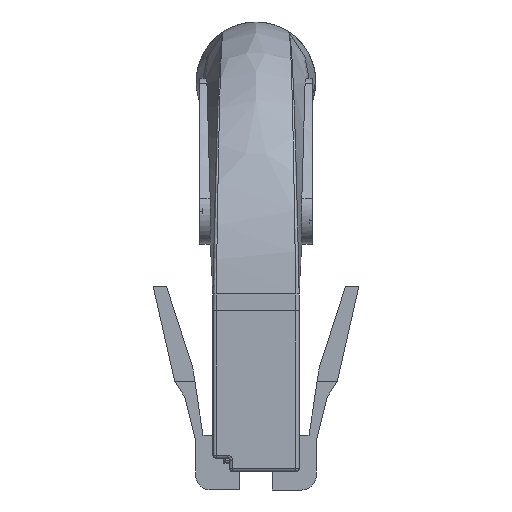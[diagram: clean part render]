
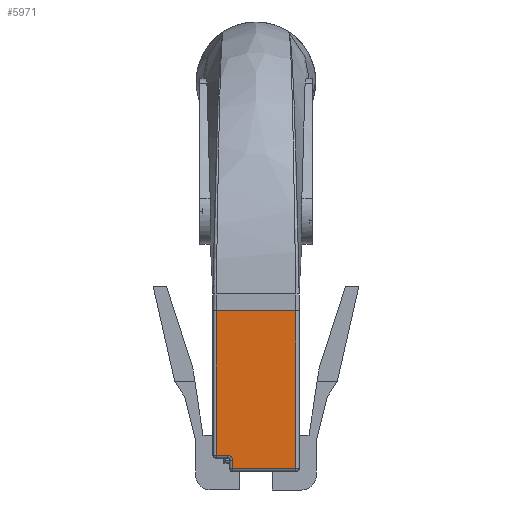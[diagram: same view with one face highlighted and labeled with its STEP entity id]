
A CAD part, left-side view. The second image highlights one B-rep face of the part: STEP entity #5971.
In plain terms, the highlighted face is planar.
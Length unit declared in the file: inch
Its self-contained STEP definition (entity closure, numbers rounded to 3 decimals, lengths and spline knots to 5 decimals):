
#3002 = VERTEX_POINT ( 'NONE', #11352 ) ;
#3057 = VERTEX_POINT ( 'NONE', #11396 ) ;
#3059 = VERTEX_POINT ( 'NONE', #11398 ) ;
#3065 = VERTEX_POINT ( 'NONE', #11404 ) ;
#3092 = VERTEX_POINT ( 'NONE', #11425 ) ;
#3162 = VERTEX_POINT ( 'NONE', #11485 ) ;
#3374 = ORIENTED_EDGE ( 'NONE', *, *, #27229, .T. ) ;
#3375 = ORIENTED_EDGE ( 'NONE', *, *, #27230, .T. ) ;
#3376 = ORIENTED_EDGE ( 'NONE', *, *, #27167, .T. ) ;
#3377 = ORIENTED_EDGE ( 'NONE', *, *, #27231, .T. ) ;
#3378 = ORIENTED_EDGE ( 'NONE', *, *, #27232, .T. ) ;
#3379 = ORIENTED_EDGE ( 'NONE', *, *, #27233, .T. ) ;
#3380 = ORIENTED_EDGE ( 'NONE', *, *, #27234, .T. ) ;
#4946 = CARTESIAN_POINT ( 'NONE',  ( 0.23, -0.12, -0.485 ) ) ;
#5971 = ADVANCED_FACE ( 'NONE', ( #13757 ), #9052, .T. ) ;
#6092 = AXIS2_PLACEMENT_3D ( 'NONE', #9045, #9054, #9055 ) ;
#6372 = AXIS2_PLACEMENT_3D ( 'NONE', #15940, #15941, #15942 ) ;
#9045 = CARTESIAN_POINT ( 'NONE',  ( 0.23, 0.13, -0.485 ) ) ;
#9052 = PLANE ( 'NONE',  #6092 ) ;
#9054 = DIRECTION ( 'NONE',  ( 1., 0., 0. ) ) ;
#9055 = DIRECTION ( 'NONE',  ( 0., 1., 0. ) ) ;
#11352 = CARTESIAN_POINT ( 'NONE',  ( 0.23, 0.07, -0.01 ) ) ;
#11396 = CARTESIAN_POINT ( 'NONE',  ( 0.23, 0.12, -0.05 ) ) ;
#11398 = CARTESIAN_POINT ( 'NONE',  ( 0.23, -0.12, -0.01 ) ) ;
#11404 = CARTESIAN_POINT ( 'NONE',  ( 0.23, 0.085, -0.05 ) ) ;
#11425 = CARTESIAN_POINT ( 'NONE',  ( 0.23, 0.12, -0.485 ) ) ;
#11485 = CARTESIAN_POINT ( 'NONE',  ( 0.23, 0.07, -0.035 ) ) ;
#12718 = VERTEX_POINT ( 'NONE', #4946 ) ;
#13757 = FACE_OUTER_BOUND ( 'NONE', #27761, .T. ) ;
#15788 = DIRECTION ( 'NONE',  ( 0., 1., 0. ) ) ;
#15792 = CARTESIAN_POINT ( 'NONE',  ( 0.23, 0.13, -0.485 ) ) ;
#15915 = CARTESIAN_POINT ( 'NONE',  ( 0.23, 0.07, -0.485 ) ) ;
#15916 = DIRECTION ( 'NONE',  ( 0., 0., 1. ) ) ;
#15930 = CARTESIAN_POINT ( 'NONE',  ( 0.23, 0.13, -0.01 ) ) ;
#15931 = DIRECTION ( 'NONE',  ( 0., -1., 0. ) ) ;
#15932 = CARTESIAN_POINT ( 'NONE',  ( 0.23, -0.12, -0.485 ) ) ;
#15933 = DIRECTION ( 'NONE',  ( 0., 0., -1. ) ) ;
#15934 = CARTESIAN_POINT ( 'NONE',  ( 0.23, 0.12, -0.485 ) ) ;
#15935 = DIRECTION ( 'NONE',  ( 0., 0., 1. ) ) ;
#15936 = CARTESIAN_POINT ( 'NONE',  ( 0.23, 0.13, -0.05 ) ) ;
#15937 = DIRECTION ( 'NONE',  ( 0., -1., 0. ) ) ;
#15940 = CARTESIAN_POINT ( 'NONE',  ( 0.23, 0.085, -0.035 ) ) ;
#15941 = DIRECTION ( 'NONE',  ( -1., 0., 0. ) ) ;
#15942 = DIRECTION ( 'NONE',  ( 0., 1., 0. ) ) ;
#26129 = LINE ( 'NONE', #15792, #26131 ) ;
#26131 = VECTOR ( 'NONE', #15788, 39.37008 ) ;
#26243 = LINE ( 'NONE', #15930, #26246 ) ;
#26245 = LINE ( 'NONE', #15932, #26248 ) ;
#26246 = VECTOR ( 'NONE', #15931, 39.37008 ) ;
#26247 = LINE ( 'NONE', #15934, #26250 ) ;
#26248 = VECTOR ( 'NONE', #15933, 39.37008 ) ;
#26249 = LINE ( 'NONE', #15936, #26252 ) ;
#26250 = VECTOR ( 'NONE', #15935, 39.37008 ) ;
#26251 = CIRCLE ( 'NONE', #6372, 0.015 ) ;
#26252 = VECTOR ( 'NONE', #15937, 39.37008 ) ;
#26253 = LINE ( 'NONE', #15915, #26255 ) ;
#26255 = VECTOR ( 'NONE', #15916, 39.37008 ) ;
#27167 = EDGE_CURVE ( 'NONE', #12718, #3092, #26129, .T. ) ;
#27229 = EDGE_CURVE ( 'NONE', #3002, #3059, #26243, .T. ) ;
#27230 = EDGE_CURVE ( 'NONE', #3059, #12718, #26245, .T. ) ;
#27231 = EDGE_CURVE ( 'NONE', #3092, #3057, #26247, .T. ) ;
#27232 = EDGE_CURVE ( 'NONE', #3057, #3065, #26249, .T. ) ;
#27233 = EDGE_CURVE ( 'NONE', #3065, #3162, #26251, .T. ) ;
#27234 = EDGE_CURVE ( 'NONE', #3162, #3002, #26253, .T. ) ;
#27761 = EDGE_LOOP ( 'NONE', ( #3374, #3375, #3376, #3377, #3378, #3379, #3380 ) ) ;
